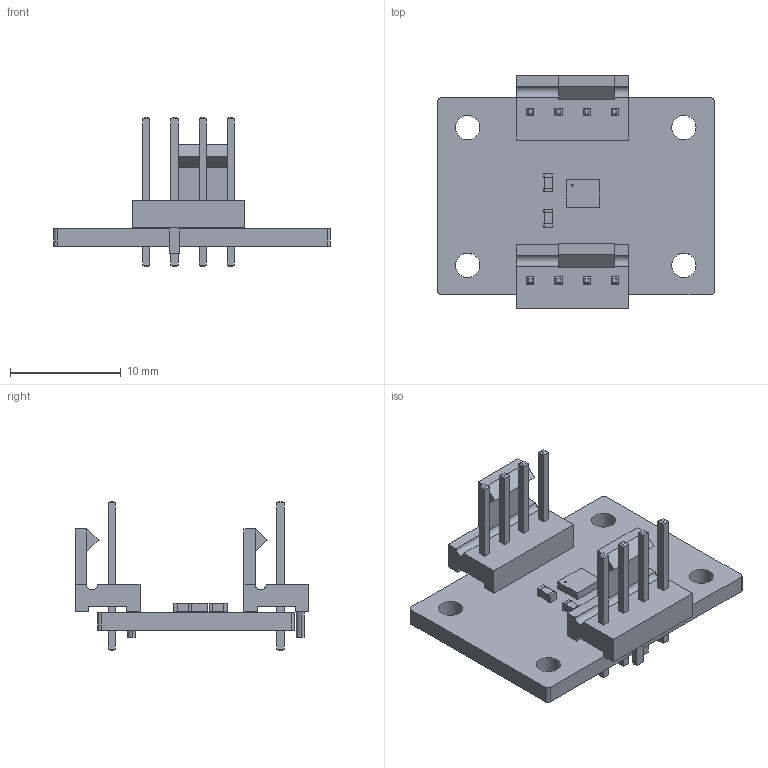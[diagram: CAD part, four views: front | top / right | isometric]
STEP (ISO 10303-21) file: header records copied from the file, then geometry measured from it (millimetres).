
FILE_DESCRIPTION(('KiCad electronic assembly'),'2;1');
FILE_NAME('imu_IC.step','2024-09-27T15:32:19',('Pcbnew'),('Kicad'), 'Open CASCADE STEP processor 7.8','KiCad to STEP converter','Unknown' );
FILE_SCHEMA(('AUTOMOTIVE_DESIGN { 1 0 10303 214 1 1 1 1 }'));
Length unit declared in the file: millimetre
Products named in the file (8): imu_IC 1; C_0603_1608Metric; LGA-14_3x2.5mm_P0.5mm_LayoutBorder3x4y; LGA_14_3x25mm_P05mm_LayoutBorder3x4y; FanPinHeader_1x04_P2.54mm_Vertical; Fan_Pin_Header_Straight_1x04; imu_IC_PCB
Assembly tree (9 placements, depth 3):
  imu_IC 1
    C_0603_1608Metric  x2
      C_0603_1608Metric
    LGA-14_3x2.5mm_P0.5mm_LayoutBorder3x4y
      LGA_14_3x25mm_P05mm_LayoutBorder3x4y
    FanPinHeader_1x04_P2.54mm_Vertical  x2
      Fan_Pin_Header_Straight_1x04
    imu_IC_PCB
Bounding box: 25 x 21.08 x 13.5 mm (x, y, z)
Volume: 1041.3 mm3; surface area: 1907.3 mm2
Topology: 6 solids, 6 shells, 354 faces, 835 edges, 530 vertices
Faces by surface type: plane 309, cylinder 45
Full cylindrical faces by diameter (mm): 0.2 x1, 1.02 x8, 2.2 x4
Entity records: 8062 total; most frequent: CARTESIAN_POINT 1122, ORIENTED_EDGE 1078, DIRECTION 1075, EDGE_CURVE 539, LINE 477, VECTOR 477, VERTEX_POINT 346, AXIS2_PLACEMENT_3D 299
